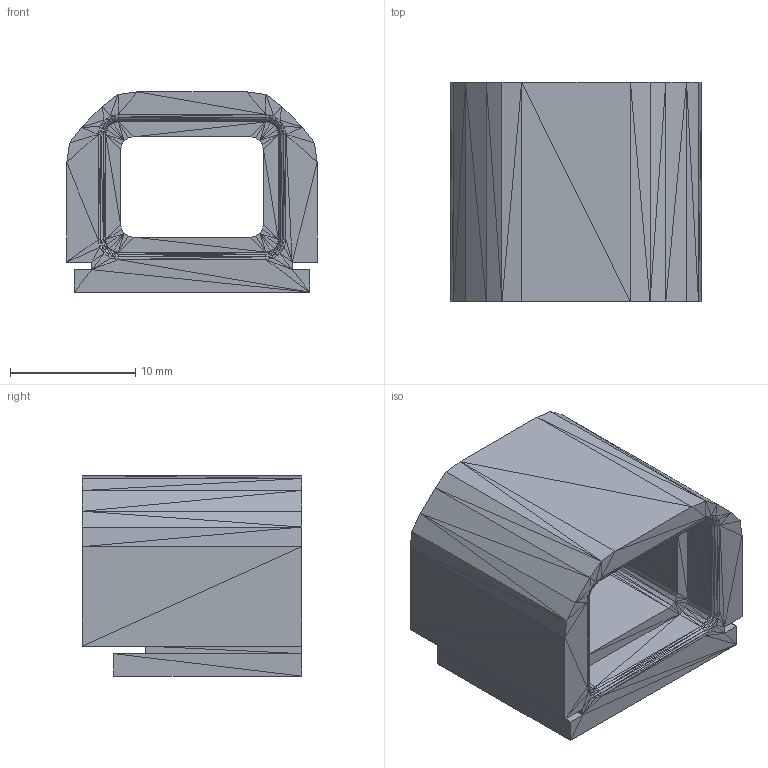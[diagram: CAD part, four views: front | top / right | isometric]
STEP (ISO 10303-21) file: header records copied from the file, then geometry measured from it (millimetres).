
FILE_DESCRIPTION((''),'2;1');
FILE_NAME('RPi Camera - Viewfinder', '2025-07-29T21:08:31', (''), (''), 'ImageToStl.com STEP Converter','', '');
FILE_SCHEMA(('AUTOMOTIVE_DESIGN_CC2'));
Length unit declared in the file: metre
Products named in the file (1): product0
Bounding box: 20 x 17.5 x 16 mm (x, y, z)
Surface area: 2397 mm2 (no closed solid volume)
Topology: 0 solids, 408 shells, 408 faces, 1224 edges, 204 vertices
Faces by surface type: plane 408
Entity records: 9412 total; most frequent: DIRECTION 2042, ORIENTED_EDGE 1224, EDGE_CURVE 1224, LINE 1224, VECTOR 1224, AXIS2_PLACEMENT_3D 409, FACE_SURFACE 408, PLANE 408
